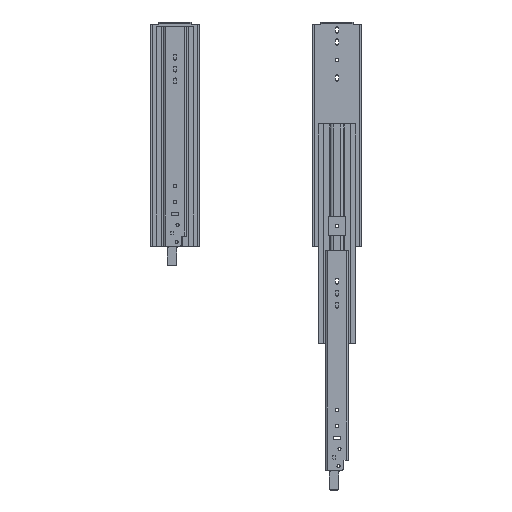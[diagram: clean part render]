
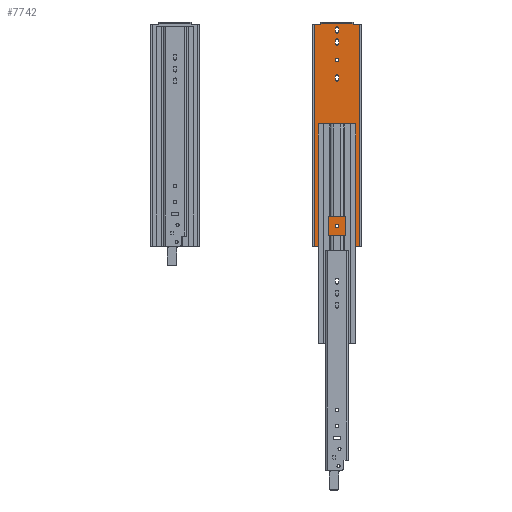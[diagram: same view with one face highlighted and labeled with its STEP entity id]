
A CAD part, top view. The second image highlights one B-rep face of the part: STEP entity #7742.
In plain terms, the highlighted planar face has unit normal (0, 0, 1).
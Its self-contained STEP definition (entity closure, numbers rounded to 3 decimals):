
#6980=CARTESIAN_POINT('',(0.,345.2,2.38));
#6981=DIRECTION('',(0.,0.,-1.));
#6982=DIRECTION('',(-1.,0.,0.));
#6983=AXIS2_PLACEMENT_3D('',#6980,#6981,#6982);
#6985=DIRECTION('',(0.,1.,0.));
#6986=VECTOR('',#6985,4.6);
#6987=CARTESIAN_POINT('',(-2.6,340.6,2.38));
#6988=LINE('',#6987,#6986);
#6989=CARTESIAN_POINT('',(0.,340.6,2.38));
#6990=DIRECTION('',(0.,0.,-1.));
#6991=DIRECTION('',(1.,0.,0.));
#6992=AXIS2_PLACEMENT_3D('',#6989,#6990,#6991);
#6994=DIRECTION('',(0.,-1.,0.));
#6995=VECTOR('',#6994,4.6);
#6996=CARTESIAN_POINT('',(2.6,345.2,2.38));
#6997=LINE('',#6996,#6995);
#6998=CARTESIAN_POINT('',(0.,88.9,
2.38));
#6999=DIRECTION('',(0.,0.,1.));
#7000=DIRECTION('',(1.,0.,0.));
#7001=AXIS2_PLACEMENT_3D('',#6998,#6999,#7000);
#7003=CARTESIAN_POINT('',(0.,88.9,
2.38));
#7004=DIRECTION('',(0.,0.,-1.));
#7005=DIRECTION('',(1.,0.,0.));
#7006=AXIS2_PLACEMENT_3D('',#7003,#7004,#7005);
#7008=DIRECTION('',(0.,1.,0.));
#7009=VECTOR('',#7008,4.6);
#7010=CARTESIAN_POINT('',(-2.6,264.4,2.38));
#7011=LINE('',#7010,#7009);
#7012=CARTESIAN_POINT('',(0.,264.4,2.38));
#7013=DIRECTION('',(0.,0.,-1.));
#7014=DIRECTION('',(1.,0.,0.));
#7015=AXIS2_PLACEMENT_3D('',#7012,#7013,#7014);
#7017=DIRECTION('',(0.,-1.,0.));
#7018=VECTOR('',#7017,4.6);
#7019=CARTESIAN_POINT('',(2.6,269.,2.38));
#7020=LINE('',#7019,#7018);
#7021=CARTESIAN_POINT('',(0.,269.,2.38));
#7022=DIRECTION('',(0.,0.,-1.));
#7023=DIRECTION('',(-1.,0.,0.));
#7024=AXIS2_PLACEMENT_3D('',#7021,#7022,#7023);
#7026=CARTESIAN_POINT('',(0.,326.2,2.38));
#7027=DIRECTION('',(0.,0.,-1.));
#7028=DIRECTION('',(-1.,0.,0.));
#7029=AXIS2_PLACEMENT_3D('',#7026,#7027,#7028);
#7031=DIRECTION('',(0.,1.,0.));
#7032=VECTOR('',#7031,4.6);
#7033=CARTESIAN_POINT('',(-2.6,321.6,2.38));
#7034=LINE('',#7033,#7032);
#7035=CARTESIAN_POINT('',(0.,321.6,2.38));
#7036=DIRECTION('',(0.,0.,-1.));
#7037=DIRECTION('',(1.,0.,0.));
#7038=AXIS2_PLACEMENT_3D('',#7035,#7036,#7037);
#7040=DIRECTION('',(0.,-1.,0.));
#7041=VECTOR('',#7040,4.6);
#7042=CARTESIAN_POINT('',(2.6,326.2,2.38));
#7043=LINE('',#7042,#7041);
#7044=CARTESIAN_POINT('',(0.,295.3,2.38));
#7045=DIRECTION('',(0.,0.,1.));
#7046=DIRECTION('',(1.,0.,0.));
#7047=AXIS2_PLACEMENT_3D('',#7044,#7045,#7046);
#7049=CARTESIAN_POINT('',(0.,295.3,2.38));
#7050=DIRECTION('',(0.,0.,-1.));
#7051=DIRECTION('',(1.,0.,0.));
#7052=AXIS2_PLACEMENT_3D('',#7049,#7050,#7051);
#7054=CARTESIAN_POINT('',(0.,31.8,2.38));
#7055=DIRECTION('',(0.,0.,1.));
#7056=DIRECTION('',(1.,0.,0.));
#7057=AXIS2_PLACEMENT_3D('',#7054,#7055,#7056);
#7059=CARTESIAN_POINT('',(0.,31.8,2.38));
#7060=DIRECTION('',(0.,0.,-1.));
#7061=DIRECTION('',(1.,0.,0.));
#7062=AXIS2_PLACEMENT_3D('',#7059,#7060,#7061);
#7064=DIRECTION('',(-1.,0.,0.));
#7065=VECTOR('',#7064,71.8);
#7066=CARTESIAN_POINT('',(35.9,0.,2.38));
#7067=LINE('',#7066,#7065);
#7068=DIRECTION('',(0.,-1.,0.));
#7069=VECTOR('',#7068,1.3);
#7070=CARTESIAN_POINT('',(-25.516,352.9,2.38));
#7071=LINE('',#7070,#7069);
#7072=DIRECTION('',(0.,1.,0.));
#7073=VECTOR('',#7072,351.6);
#7074=CARTESIAN_POINT('',(35.9,0.,2.38));
#7075=LINE('',#7074,#7073);
#7172=DIRECTION('',(-1.,0.,0.));
#7173=VECTOR('',#7172,10.384);
#7174=CARTESIAN_POINT('',(35.9,351.6,2.38));
#7175=LINE('',#7174,#7173);
#7196=DIRECTION('',(-1.,0.,0.));
#7197=VECTOR('',#7196,10.384);
#7198=CARTESIAN_POINT('',(-25.516,351.6,2.38));
#7199=LINE('',#7198,#7197);
#7228=DIRECTION('',(0.,-1.,0.));
#7229=VECTOR('',#7228,1.3);
#7230=CARTESIAN_POINT('',(25.516,352.9,2.38));
#7231=LINE('',#7230,#7229);
#7248=CARTESIAN_POINT('',(-25.516,352.9,2.38));
#7324=DIRECTION('',(1.,0.,0.));
#7325=VECTOR('',#7324,51.032);
#7326=CARTESIAN_POINT('',(-25.516,352.9,2.38));
#7327=LINE('',#7326,#7325);
#7340=DIRECTION('',(0.,1.,0.));
#7341=VECTOR('',#7340,351.6);
#7342=CARTESIAN_POINT('',(-35.9,0.,2.38));
#7343=LINE('',#7342,#7341);
#7352=CARTESIAN_POINT('',(-2.6,326.2,2.38));
#7353=VERTEX_POINT('',#7352);
#7354=CARTESIAN_POINT('',(-2.6,321.6,2.38));
#7355=VERTEX_POINT('',#7354);
#7357=CARTESIAN_POINT('',(-2.6,340.6,2.38));
#7359=VERTEX_POINT('',#7357);
#7360=CARTESIAN_POINT('',(2.6,340.6,2.38));
#7361=VERTEX_POINT('',#7360);
#7368=CARTESIAN_POINT('',(2.6,321.6,2.38));
#7369=VERTEX_POINT('',#7368);
#7370=CARTESIAN_POINT('',(2.6,326.2,2.38));
#7371=VERTEX_POINT('',#7370);
#7376=CARTESIAN_POINT('',(2.6,264.4,2.38));
#7377=VERTEX_POINT('',#7376);
#7378=CARTESIAN_POINT('',(2.6,269.,2.38));
#7379=VERTEX_POINT('',#7378);
#7389=CARTESIAN_POINT('',(-2.6,264.4,2.38));
#7391=VERTEX_POINT('',#7389);
#7396=VERTEX_POINT('',#7248);
#7397=CARTESIAN_POINT('',(25.516,352.9,2.38));
#7398=VERTEX_POINT('',#7397);
#7409=CARTESIAN_POINT('',(-2.6,345.2,2.38));
#7410=VERTEX_POINT('',#7409);
#7411=CARTESIAN_POINT('',(-25.516,351.6,2.38));
#7412=VERTEX_POINT('',#7411);
#7413=CARTESIAN_POINT('',(25.516,351.6,2.38));
#7414=VERTEX_POINT('',#7413);
#7415=CARTESIAN_POINT('',(2.6,345.2,2.38));
#7416=VERTEX_POINT('',#7415);
#7417=CARTESIAN_POINT('',(-2.6,269.,2.38));
#7418=VERTEX_POINT('',#7417);
#7428=CARTESIAN_POINT('',(2.6,31.8,2.38));
#7430=VERTEX_POINT('',#7428);
#7432=CARTESIAN_POINT('',(-2.6,31.8,2.38));
#7434=VERTEX_POINT('',#7432);
#7436=CARTESIAN_POINT('',(2.6,88.9,2.38));
#7438=VERTEX_POINT('',#7436);
#7440=CARTESIAN_POINT('',(-2.6,88.9,2.38));
#7442=VERTEX_POINT('',#7440);
#7444=CARTESIAN_POINT('',(2.6,295.3,2.38));
#7446=VERTEX_POINT('',#7444);
#7448=CARTESIAN_POINT('',(-2.6,295.3,2.38));
#7450=VERTEX_POINT('',#7448);
#7465=CARTESIAN_POINT('',(35.9,0.,2.38));
#7466=VERTEX_POINT('',#7465);
#7467=CARTESIAN_POINT('',(-35.9,0.,2.38));
#7469=VERTEX_POINT('',#7467);
#7481=CARTESIAN_POINT('',(35.9,351.6,2.38));
#7482=VERTEX_POINT('',#7481);
#7483=CARTESIAN_POINT('',(-35.9,351.6,2.38));
#7485=VERTEX_POINT('',#7483);
#7676=CARTESIAN_POINT('',(-35.87,0.,2.38));
#7677=DIRECTION('',(0.,0.,1.));
#7678=DIRECTION('',(1.,0.,0.));
#7679=AXIS2_PLACEMENT_3D('',#7676,#7677,#7678);
#7680=PLANE('',#7679);
#7682=ORIENTED_EDGE('',*,*,#7681,.T.);
#7684=ORIENTED_EDGE('',*,*,#7683,.T.);
#7686=ORIENTED_EDGE('',*,*,#7685,.F.);
#7688=ORIENTED_EDGE('',*,*,#7687,.F.);
#7690=ORIENTED_EDGE('',*,*,#7689,.T.);
#7692=ORIENTED_EDGE('',*,*,#7691,.T.);
#7694=ORIENTED_EDGE('',*,*,#7693,.F.);
#7696=ORIENTED_EDGE('',*,*,#7695,.F.);
#7697=EDGE_LOOP('',(#7682,#7684,#7686,#7688,#7690,#7692,#7694,#7696));
#7698=FACE_OUTER_BOUND('',#7697,.F.);
#7700=ORIENTED_EDGE('',*,*,#7699,.T.);
#7702=ORIENTED_EDGE('',*,*,#7701,.F.);
#7703=EDGE_LOOP('',(#7700,#7702));
#7704=FACE_BOUND('',#7703,.F.);
#7706=ORIENTED_EDGE('',*,*,#7705,.F.);
#7708=ORIENTED_EDGE('',*,*,#7707,.F.);
#7710=ORIENTED_EDGE('',*,*,#7709,.F.);
#7712=ORIENTED_EDGE('',*,*,#7711,.F.);
#7713=EDGE_LOOP('',(#7706,#7708,#7710,#7712));
#7714=FACE_BOUND('',#7713,.F.);
#7716=ORIENTED_EDGE('',*,*,#7715,.F.);
#7717=ORIENTED_EDGE('',*,*,#7500,.F.);
#7719=ORIENTED_EDGE('',*,*,#7718,.F.);
#7721=ORIENTED_EDGE('',*,*,#7720,.F.);
#7722=EDGE_LOOP('',(#7716,#7717,#7719,#7721));
#7723=FACE_BOUND('',#7722,.F.);
#7725=ORIENTED_EDGE('',*,*,#7724,.T.);
#7727=ORIENTED_EDGE('',*,*,#7726,.F.);
#7728=EDGE_LOOP('',(#7725,#7727));
#7729=FACE_BOUND('',#7728,.F.);
#7731=ORIENTED_EDGE('',*,*,#7730,.T.);
#7733=ORIENTED_EDGE('',*,*,#7732,.F.);
#7734=EDGE_LOOP('',(#7731,#7733));
#7735=FACE_BOUND('',#7734,.F.);
#7736=ORIENTED_EDGE('',*,*,#7622,.F.);
#7737=ORIENTED_EDGE('',*,*,#7643,.F.);
#7738=ORIENTED_EDGE('',*,*,#7663,.F.);
#7739=ORIENTED_EDGE('',*,*,#7600,.F.);
#7740=EDGE_LOOP('',(#7736,#7737,#7738,#7739));
#7741=FACE_BOUND('',#7740,.F.);
#7742=ADVANCED_FACE('',(#7698,#7704,#7714,#7723,#7729,#7735,#7741),#7680,.T.);
#6984=CIRCLE('',#6983,2.6);
#6993=CIRCLE('',#6992,2.6);
#7002=CIRCLE('',#7001,2.6);
#7007=CIRCLE('',#7006,2.6);
#7016=CIRCLE('',#7015,2.6);
#7025=CIRCLE('',#7024,2.6);
#7030=CIRCLE('',#7029,2.6);
#7039=CIRCLE('',#7038,2.6);
#7048=CIRCLE('',#7047,2.6);
#7053=CIRCLE('',#7052,2.6);
#7058=CIRCLE('',#7057,2.6);
#7063=CIRCLE('',#7062,2.6);
#7500=EDGE_CURVE('',#7355,#7353,#7034,.T.);
#7600=EDGE_CURVE('',#7416,#7361,#6997,.T.);
#7622=EDGE_CURVE('',#7410,#7416,#6984,.T.);
#7643=EDGE_CURVE('',#7359,#7410,#6988,.T.);
#7663=EDGE_CURVE('',#7361,#7359,#6993,.T.);
#7681=EDGE_CURVE('',#7466,#7469,#7067,.T.);
#7683=EDGE_CURVE('',#7469,#7485,#7343,.T.);
#7685=EDGE_CURVE('',#7412,#7485,#7199,.T.);
#7687=EDGE_CURVE('',#7396,#7412,#7071,.T.);
#7689=EDGE_CURVE('',#7396,#7398,#7327,.T.);
#7691=EDGE_CURVE('',#7398,#7414,#7231,.T.);
#7693=EDGE_CURVE('',#7482,#7414,#7175,.T.);
#7695=EDGE_CURVE('',#7466,#7482,#7075,.T.);
#7699=EDGE_CURVE('',#7438,#7442,#7002,.T.);
#7701=EDGE_CURVE('',#7438,#7442,#7007,.T.);
#7705=EDGE_CURVE('',#7391,#7418,#7011,.T.);
#7707=EDGE_CURVE('',#7377,#7391,#7016,.T.);
#7709=EDGE_CURVE('',#7379,#7377,#7020,.T.);
#7711=EDGE_CURVE('',#7418,#7379,#7025,.T.);
#7715=EDGE_CURVE('',#7353,#7371,#7030,.T.);
#7718=EDGE_CURVE('',#7369,#7355,#7039,.T.);
#7720=EDGE_CURVE('',#7371,#7369,#7043,.T.);
#7724=EDGE_CURVE('',#7446,#7450,#7048,.T.);
#7726=EDGE_CURVE('',#7446,#7450,#7053,.T.);
#7730=EDGE_CURVE('',#7430,#7434,#7058,.T.);
#7732=EDGE_CURVE('',#7430,#7434,#7063,.T.);
